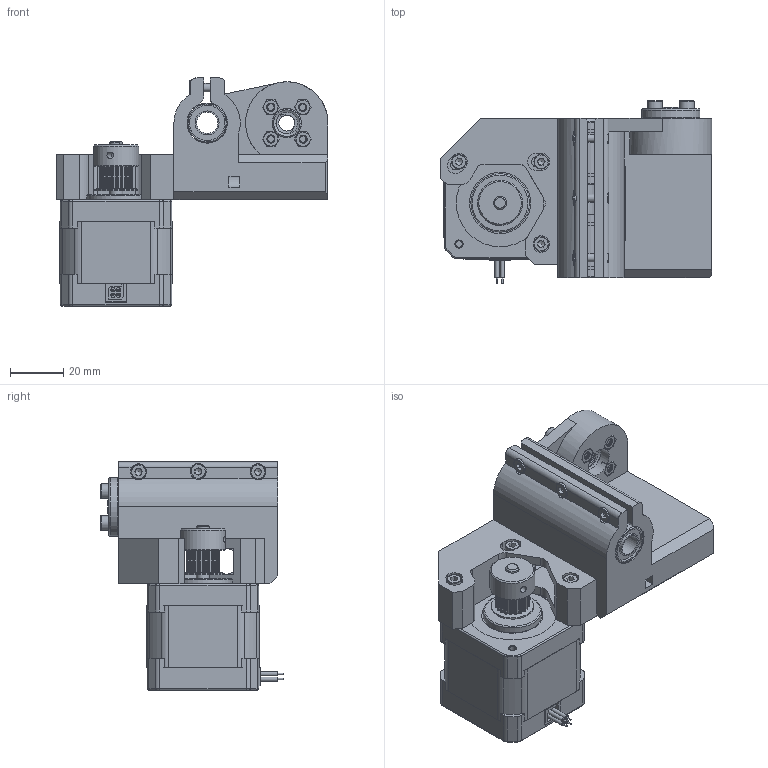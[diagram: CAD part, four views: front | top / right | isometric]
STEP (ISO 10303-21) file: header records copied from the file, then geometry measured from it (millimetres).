
FILE_DESCRIPTION(/* description */ (''),/* implementation_level */ '2;1');
FILE_NAME(/* name */ 'x_motor_assembly.stp',/* time_stamp */ '2020-10-20T10:04:17+03:00',/* author */ ('alex_'),/* organization */ (''),/* preprocessor_version */ 'ST-DEVELOPER v17.2',/* originating_system */ 'Autodesk Inventor 2019',/* authorisation */ '');
FILE_SCHEMA (('CONFIG_CONTROL_DESIGN'));
Products named in the file (10): x_motor_assembly; x_end_motor; trapezoidal_nut; LM8UU; NEMA-17 40mm PR___ _________; motor_pulley; MC6S_ISO 4762 M3 x 10 - 10N; MC6S_M3x16; MC6S_M3x12; M3 Nut v2
Assembly tree (25 placements, depth 2):
  x_motor_assembly
    x_end_motor
    trapezoidal_nut
    LM8UU  x2
    NEMA-17 40mm PR___ _________
    motor_pulley
    MC6S_ISO 4762 M3 x 10 - 10N  x3
    MC6S_M3x16  x7
    MC6S_M3x12
    M3 Nut v2  x8
Bounding box: 102.41 x 68.65 x 85.96 mm (x, y, z)
Volume: 149418.2 mm3; surface area: 69031.1 mm2
Topology: 35 solids, 35 shells, 1696 faces, 4800 edges, 3263 vertices
Faces by surface type: plane 883, cylinder 450, bspline 166, cone 136, torus 61
Full cylindrical faces by diameter (mm): 0.559 x4, 1.615 x4, 2.5 x13, 2.529 x24, 3 x21, 3.086 x32, 3.4 x2, 3.5 x8, 3.6 x1, 5 x4, 5.5 x15, 6 x8, 6.2 x1, 7.3 x1, 8 x8, 8.3 x4, 8.672 x1, 9 x5, 10 x1, 11 x1, 12.7 x4, 12.8 x4, 13.3 x4, 15 x6, 16 x5, 17 x1, 22 x2, 23 x1, 31 x1, 33 x1
Entity records: 60308 total; most frequent: CARTESIAN_POINT 27472, ORIENTED_EDGE 7048, DIRECTION 6023, EDGE_CURVE 3524, VERTEX_POINT 2367, AXIS2_PLACEMENT_3D 2040, LINE 1943, VECTOR 1943
